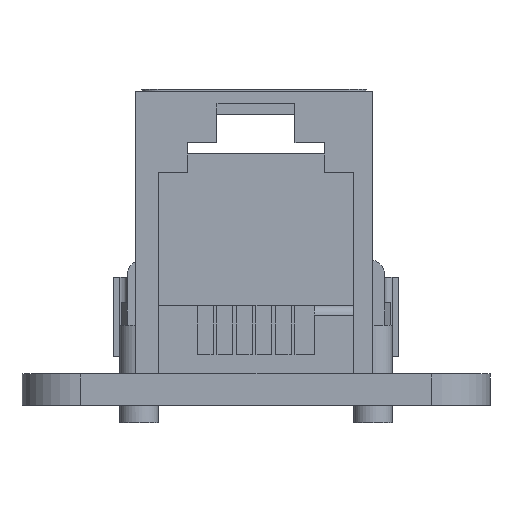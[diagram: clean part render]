
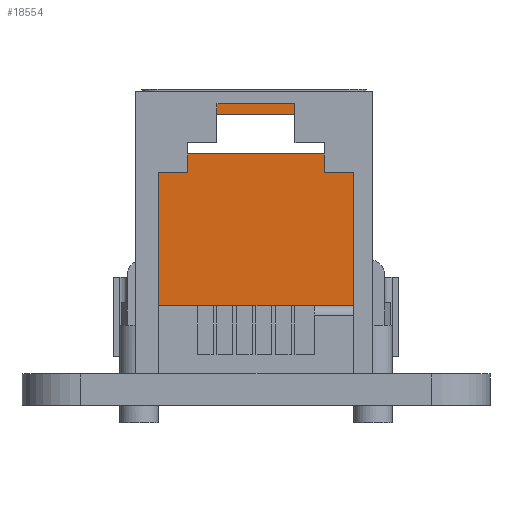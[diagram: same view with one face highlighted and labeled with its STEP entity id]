
A CAD part, left-side view. The second image highlights one B-rep face of the part: STEP entity #18554.
In plain terms, the highlighted planar face has unit normal (1, 0, 0).
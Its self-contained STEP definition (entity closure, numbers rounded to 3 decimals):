
#208 = CARTESIAN_POINT ( 'NONE',  ( -24.298, 14.559, 48.796 ) ) ;
#404 = VERTEX_POINT ( 'NONE', #12154 ) ;
#862 = DIRECTION ( 'NONE',  ( 0., 0., -1. ) ) ;
#1263 = EDGE_CURVE ( 'NONE', #404, #1593, #5409, .T. ) ;
#1358 = VERTEX_POINT ( 'NONE', #9369 ) ;
#1593 = VERTEX_POINT ( 'NONE', #9472 ) ;
#1910 = CARTESIAN_POINT ( 'NONE',  ( -24.298, 25.759, 47.796 ) ) ;
#1988 = CARTESIAN_POINT ( 'NONE',  ( -24.298, 14.759, 59.096 ) ) ;
#2015 = LINE ( 'NONE', #208, #18750 ) ;
#2314 = DIRECTION ( 'NONE',  ( 0., 0., -1. ) ) ;
#3325 = VECTOR ( 'NONE', #15703, 1000. ) ;
#3377 = VECTOR ( 'NONE', #8736, 1000. ) ;
#3512 = LINE ( 'NONE', #3922, #11673 ) ;
#3678 = VECTOR ( 'NONE', #14455, 1000. ) ;
#3922 = CARTESIAN_POINT ( 'NONE',  ( -24.298, 14.759, 61.096 ) ) ;
#4001 = EDGE_CURVE ( 'NONE', #9670, #9759, #19787, .T. ) ;
#4367 = DIRECTION ( 'NONE',  ( 0., 0., 1. ) ) ;
#4395 = ORIENTED_EDGE ( 'NONE', *, *, #14468, .F. ) ;
#4631 = CARTESIAN_POINT ( 'NONE',  ( -24.298, 13.559, 47.796 ) ) ;
#5036 = EDGE_CURVE ( 'NONE', #1593, #9891, #3512, .T. ) ;
#5250 = VECTOR ( 'NONE', #13793, 1000. ) ;
#5268 = VECTOR ( 'NONE', #11784, 1000. ) ;
#5310 = EDGE_CURVE ( 'NONE', #18881, #1358, #9618, .T. ) ;
#5409 = LINE ( 'NONE', #9083, #3377 ) ;
#5591 = AXIS2_PLACEMENT_3D ( 'NONE', #20273, #10573, #862 ) ;
#5917 = ORIENTED_EDGE ( 'NONE', *, *, #20764, .F. ) ;
#6067 = VECTOR ( 'NONE', #8730, 1000. ) ;
#6239 = CARTESIAN_POINT ( 'NONE',  ( -24.298, 25.759, 62.296 ) ) ;
#6506 = CARTESIAN_POINT ( 'NONE',  ( -24.298, 24.559, 47.796 ) ) ;
#6570 = LINE ( 'NONE', #7071, #6067 ) ;
#6786 = LINE ( 'NONE', #1910, #14431 ) ;
#7071 = CARTESIAN_POINT ( 'NONE',  ( -24.298, 24.559, 48.796 ) ) ;
#7235 = CARTESIAN_POINT ( 'NONE',  ( -24.298, 25.759, 47.796 ) ) ;
#7999 = VERTEX_POINT ( 'NONE', #11436 ) ;
#8074 = CARTESIAN_POINT ( 'NONE',  ( -24.298, 13.559, 62.296 ) ) ;
#8393 = EDGE_LOOP ( 'NONE', ( #4395, #16368, #15866, #11049, #14341, #8993, #11307, #5917 ) ) ;
#8730 = DIRECTION ( 'NONE',  ( 0., -1., 0. ) ) ;
#8736 = DIRECTION ( 'NONE',  ( 0., -1., 0. ) ) ;
#8756 = EDGE_LOOP ( 'NONE', ( #10790, #9797, #9267, #8755 ) ) ;
#8755 = ORIENTED_EDGE ( 'NONE', *, *, #19911, .F. ) ;
#8768 = FACE_OUTER_BOUND ( 'NONE', #8393, .T. ) ;
#8917 = EDGE_CURVE ( 'NONE', #9351, #18881, #9602, .T. ) ;
#8993 = ORIENTED_EDGE ( 'NONE', *, *, #4001, .T. ) ;
#9083 = CARTESIAN_POINT ( 'NONE',  ( -24.298, 14.759, 61.096 ) ) ;
#9267 = ORIENTED_EDGE ( 'NONE', *, *, #12198, .F. ) ;
#9351 = VERTEX_POINT ( 'NONE', #18390 ) ;
#9369 = CARTESIAN_POINT ( 'NONE',  ( -24.298, 24.559, 48.796 ) ) ;
#9472 = CARTESIAN_POINT ( 'NONE',  ( -24.298, 14.759, 61.096 ) ) ;
#9602 = LINE ( 'NONE', #7235, #5250 ) ;
#9618 = LINE ( 'NONE', #18219, #5268 ) ;
#9670 = VERTEX_POINT ( 'NONE', #6239 ) ;
#9759 = VERTEX_POINT ( 'NONE', #8074 ) ;
#9797 = ORIENTED_EDGE ( 'NONE', *, *, #1263, .F. ) ;
#9891 = VERTEX_POINT ( 'NONE', #1988 ) ;
#10076 = DIRECTION ( 'NONE',  ( 0., 0., 1. ) ) ;
#10309 = LINE ( 'NONE', #12496, #14110 ) ;
#10573 = DIRECTION ( 'NONE',  ( 1., 0., 0. ) ) ;
#10621 = LINE ( 'NONE', #19762, #20744 ) ;
#10734 = CARTESIAN_POINT ( 'NONE',  ( -24.298, 14.759, 59.096 ) ) ;
#10790 = ORIENTED_EDGE ( 'NONE', *, *, #5036, .F. ) ;
#11049 = ORIENTED_EDGE ( 'NONE', *, *, #8917, .F. ) ;
#11153 = EDGE_CURVE ( 'NONE', #19220, #9759, #10621, .T. ) ;
#11181 = VECTOR ( 'NONE', #17726, 1000. ) ;
#11307 = ORIENTED_EDGE ( 'NONE', *, *, #11153, .F. ) ;
#11436 = CARTESIAN_POINT ( 'NONE',  ( -24.298, 14.559, 48.796 ) ) ;
#11673 = VECTOR ( 'NONE', #2314, 1000. ) ;
#11784 = DIRECTION ( 'NONE',  ( 0., 0., 1. ) ) ;
#11831 = VERTEX_POINT ( 'NONE', #15165 ) ;
#12154 = CARTESIAN_POINT ( 'NONE',  ( -24.298, 24.559, 61.096 ) ) ;
#12198 = EDGE_CURVE ( 'NONE', #11831, #404, #10309, .T. ) ;
#12496 = CARTESIAN_POINT ( 'NONE',  ( -24.298, 24.559, 61.096 ) ) ;
#13780 = PLANE ( 'NONE',  #5591 ) ;
#13793 = DIRECTION ( 'NONE',  ( 0., -1., 0. ) ) ;
#14110 = VECTOR ( 'NONE', #4367, 1000. ) ;
#14341 = ORIENTED_EDGE ( 'NONE', *, *, #16177, .T. ) ;
#14431 = VECTOR ( 'NONE', #16444, 1000. ) ;
#14455 = DIRECTION ( 'NONE',  ( 0., 0., 1. ) ) ;
#14468 = EDGE_CURVE ( 'NONE', #7999, #19620, #2015, .T. ) ;
#14852 = DIRECTION ( 'NONE',  ( 0., 0., -1. ) ) ;
#15165 = CARTESIAN_POINT ( 'NONE',  ( -24.298, 24.559, 59.096 ) ) ;
#15308 = CARTESIAN_POINT ( 'NONE',  ( -24.298, 14.559, 47.796 ) ) ;
#15703 = DIRECTION ( 'NONE',  ( 0., 1., 0. ) ) ;
#15866 = ORIENTED_EDGE ( 'NONE', *, *, #5310, .F. ) ;
#16177 = EDGE_CURVE ( 'NONE', #9351, #9670, #16640, .T. ) ;
#16368 = ORIENTED_EDGE ( 'NONE', *, *, #20297, .F. ) ;
#16444 = DIRECTION ( 'NONE',  ( 0., -1., 0. ) ) ;
#16640 = LINE ( 'NONE', #20932, #3678 ) ;
#16788 = LINE ( 'NONE', #10734, #3325 ) ;
#16899 = FACE_BOUND ( 'NONE', #8756, .T. ) ;
#17589 = CARTESIAN_POINT ( 'NONE',  ( -24.298, 25.759, 62.296 ) ) ;
#17726 = DIRECTION ( 'NONE',  ( 0., -1., 0. ) ) ;
#18219 = CARTESIAN_POINT ( 'NONE',  ( -24.298, 24.559, 47.796 ) ) ;
#18390 = CARTESIAN_POINT ( 'NONE',  ( -24.298, 25.759, 47.796 ) ) ;
#18554 = ADVANCED_FACE ( 'NONE', ( #16899, #8768 ), #13780, .T. ) ;
#18750 = VECTOR ( 'NONE', #14852, 1000. ) ;
#18881 = VERTEX_POINT ( 'NONE', #6506 ) ;
#19220 = VERTEX_POINT ( 'NONE', #4631 ) ;
#19620 = VERTEX_POINT ( 'NONE', #15308 ) ;
#19762 = CARTESIAN_POINT ( 'NONE',  ( -24.298, 13.559, 47.796 ) ) ;
#19787 = LINE ( 'NONE', #17589, #11181 ) ;
#19911 = EDGE_CURVE ( 'NONE', #9891, #11831, #16788, .T. ) ;
#20273 = CARTESIAN_POINT ( 'NONE',  ( -24.298, 25.759, 47.796 ) ) ;
#20297 = EDGE_CURVE ( 'NONE', #1358, #7999, #6570, .T. ) ;
#20744 = VECTOR ( 'NONE', #10076, 1000. ) ;
#20764 = EDGE_CURVE ( 'NONE', #19620, #19220, #6786, .T. ) ;
#20932 = CARTESIAN_POINT ( 'NONE',  ( -24.298, 25.759, 47.796 ) ) ;
